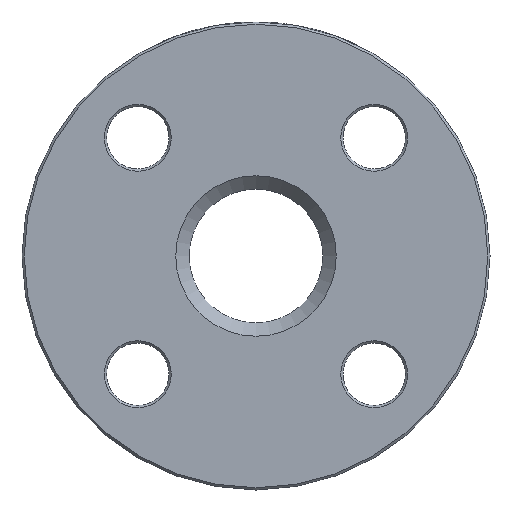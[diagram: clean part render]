
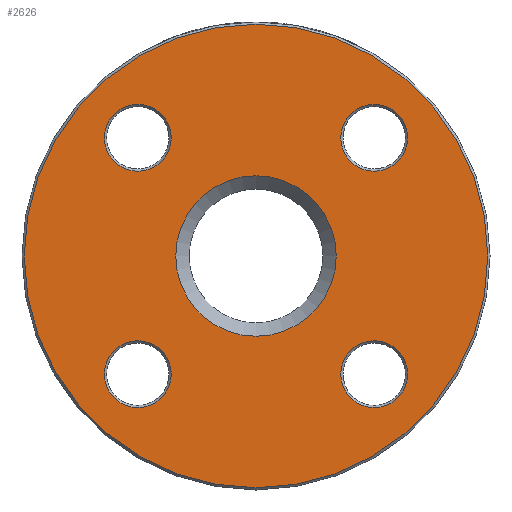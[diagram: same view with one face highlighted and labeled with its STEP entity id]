
A CAD part, left-side view. The second image highlights one B-rep face of the part: STEP entity #2626.
In plain terms, the highlighted planar face has unit normal (-1, 0, 0).
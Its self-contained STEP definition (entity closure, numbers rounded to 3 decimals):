
#18 = CARTESIAN_POINT ( 'NONE',  ( 0., 26.517, -34.017 ) ) ;
#225 = DIRECTION ( 'NONE',  ( 0., 0., -1. ) ) ;
#274 = CARTESIAN_POINT ( 'NONE',  ( 0., 0., 0. ) ) ;
#321 = EDGE_LOOP ( 'NONE', ( #890 ) ) ;
#377 = CARTESIAN_POINT ( 'NONE',  ( 0., 26.517, 19.017 ) ) ;
#381 = VERTEX_POINT ( 'NONE', #18 ) ;
#627 = AXIS2_PLACEMENT_3D ( 'NONE', #274, #662, #1984 ) ;
#662 = DIRECTION ( 'NONE',  ( 1., 0., 0. ) ) ;
#663 = EDGE_LOOP ( 'NONE', ( #4516 ) ) ;
#665 = EDGE_LOOP ( 'NONE', ( #1211 ) ) ;
#731 = CARTESIAN_POINT ( 'NONE',  ( 0., 26.517, 26.517 ) ) ;
#796 = DIRECTION ( 'NONE',  ( 1., 0., 0. ) ) ;
#820 = CARTESIAN_POINT ( 'NONE',  ( 0., -26.517, -34.017 ) ) ;
#842 = EDGE_CURVE ( 'NONE', #381, #381, #3592, .T. ) ;
#869 = DIRECTION ( 'NONE',  ( 1., 0., 0. ) ) ;
#878 = FACE_BOUND ( 'NONE', #4927, .T. ) ;
#890 = ORIENTED_EDGE ( 'NONE', *, *, #4577, .T. ) ;
#933 = AXIS2_PLACEMENT_3D ( 'NONE', #4593, #796, #5030 ) ;
#1002 = CARTESIAN_POINT ( 'NONE',  ( 0., 15., 0. ) ) ;
#1211 = ORIENTED_EDGE ( 'NONE', *, *, #842, .T. ) ;
#1247 = CIRCLE ( 'NONE', #2325, 7.5 ) ;
#1260 = VERTEX_POINT ( 'NONE', #2051 ) ;
#1344 = CIRCLE ( 'NONE', #2844, 52. ) ;
#1424 = FACE_OUTER_BOUND ( 'NONE', #663, .T. ) ;
#1579 = DIRECTION ( 'NONE',  ( 1., 0., 0. ) ) ;
#1614 = DIRECTION ( 'NONE',  ( -1., 0., 0. ) ) ;
#1642 = CARTESIAN_POINT ( 'NONE',  ( 0., 0., 0. ) ) ;
#1659 = AXIS2_PLACEMENT_3D ( 'NONE', #1002, #3435, #5052 ) ;
#1662 = EDGE_CURVE ( 'NONE', #2575, #2575, #1247, .T. ) ;
#1764 = EDGE_CURVE ( 'NONE', #4694, #4694, #1344, .T. ) ;
#1984 = DIRECTION ( 'NONE',  ( 0., 0., -1. ) ) ;
#2051 = CARTESIAN_POINT ( 'NONE',  ( 0., 0., -18. ) ) ;
#2134 = CARTESIAN_POINT ( 'NONE',  ( 0., 0., -52. ) ) ;
#2325 = AXIS2_PLACEMENT_3D ( 'NONE', #4661, #869, #4008 ) ;
#2549 = CARTESIAN_POINT ( 'NONE',  ( 0., -26.517, 19.017 ) ) ;
#2575 = VERTEX_POINT ( 'NONE', #820 ) ;
#2626 = ADVANCED_FACE ( 'NONE', ( #2988, #1424, #3822, #3124, #4667, #878 ), #4265, .F. ) ;
#2799 = CARTESIAN_POINT ( 'NONE',  ( 0., -26.517, 26.517 ) ) ;
#2844 = AXIS2_PLACEMENT_3D ( 'NONE', #1642, #1614, #3674 ) ;
#2988 = FACE_BOUND ( 'NONE', #321, .T. ) ;
#3124 = FACE_BOUND ( 'NONE', #3221, .T. ) ;
#3129 = ORIENTED_EDGE ( 'NONE', *, *, #1662, .T. ) ;
#3221 = EDGE_LOOP ( 'NONE', ( #3129 ) ) ;
#3254 = AXIS2_PLACEMENT_3D ( 'NONE', #731, #4123, #4828 ) ;
#3358 = ORIENTED_EDGE ( 'NONE', *, *, #3671, .T. ) ;
#3435 = DIRECTION ( 'NONE',  ( 1., 0., 0. ) ) ;
#3592 = CIRCLE ( 'NONE', #933, 7.5 ) ;
#3671 = EDGE_CURVE ( 'NONE', #5472, #5472, #4905, .T. ) ;
#3674 = DIRECTION ( 'NONE',  ( 0., 0., -1. ) ) ;
#3822 = FACE_BOUND ( 'NONE', #4005, .T. ) ;
#4005 = EDGE_LOOP ( 'NONE', ( #3358 ) ) ;
#4008 = DIRECTION ( 'NONE',  ( 0., 0., -1. ) ) ;
#4123 = DIRECTION ( 'NONE',  ( 1., 0., 0. ) ) ;
#4183 = VERTEX_POINT ( 'NONE', #377 ) ;
#4265 = PLANE ( 'NONE',  #1659 ) ;
#4354 = CIRCLE ( 'NONE', #627, 18. ) ;
#4516 = ORIENTED_EDGE ( 'NONE', *, *, #1764, .T. ) ;
#4577 = EDGE_CURVE ( 'NONE', #1260, #1260, #4354, .T. ) ;
#4593 = CARTESIAN_POINT ( 'NONE',  ( 0., 26.517, -26.517 ) ) ;
#4661 = CARTESIAN_POINT ( 'NONE',  ( 0., -26.517, -26.517 ) ) ;
#4667 = FACE_BOUND ( 'NONE', #665, .T. ) ;
#4694 = VERTEX_POINT ( 'NONE', #2134 ) ;
#4828 = DIRECTION ( 'NONE',  ( 0., 0., -1. ) ) ;
#4905 = CIRCLE ( 'NONE', #5446, 7.5 ) ;
#4927 = EDGE_LOOP ( 'NONE', ( #5181 ) ) ;
#5030 = DIRECTION ( 'NONE',  ( 0., 0., -1. ) ) ;
#5052 = DIRECTION ( 'NONE',  ( 0., 0., -1. ) ) ;
#5102 = CIRCLE ( 'NONE', #3254, 7.5 ) ;
#5181 = ORIENTED_EDGE ( 'NONE', *, *, #5201, .T. ) ;
#5201 = EDGE_CURVE ( 'NONE', #4183, #4183, #5102, .T. ) ;
#5446 = AXIS2_PLACEMENT_3D ( 'NONE', #2799, #1579, #225 ) ;
#5472 = VERTEX_POINT ( 'NONE', #2549 ) ;
